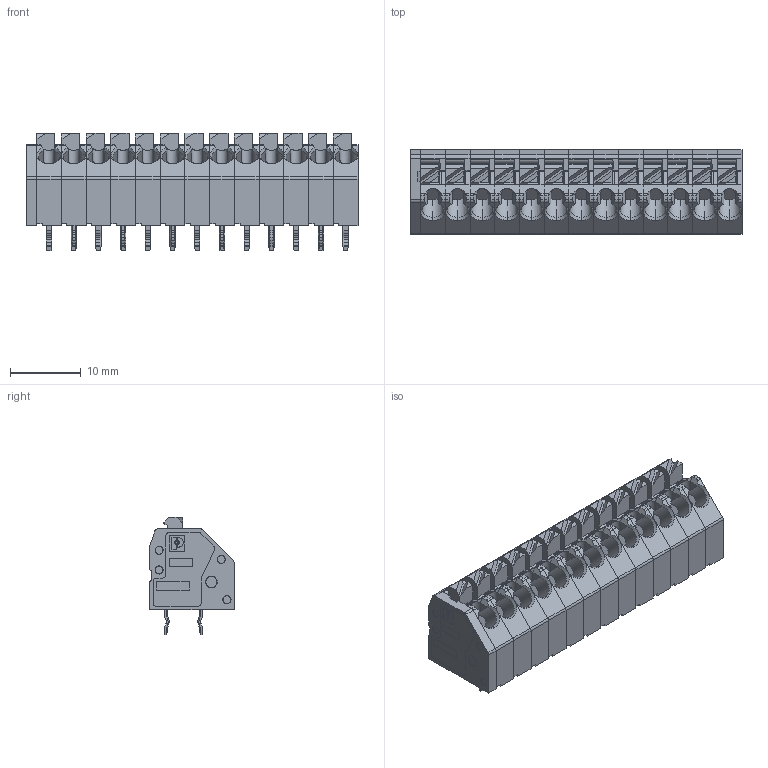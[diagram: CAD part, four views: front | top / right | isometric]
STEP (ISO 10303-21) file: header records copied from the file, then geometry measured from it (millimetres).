
FILE_DESCRIPTION(('STEP AP203'),'1');
FILE_NAME('1985302.stp','2025-05-23T14:57:01',('TraceParts'),('TraceParts S.A.'),'Spatial InterOp 3D',' ',' ');
FILE_SCHEMA(('CONFIG_CONTROL_DESIGN'));
Length unit declared in the file: millimetre
Products named in the file (1): 1
Bounding box: 47 x 12 x 16.6 mm (x, y, z)
Volume: 5159.5 mm3; surface area: 7909.8 mm2
Topology: 27 solids, 27 shells, 2243 faces, 5873 edges, 3847 vertices
Faces by surface type: plane 1289, cylinder 658, cone 296
Entity records: 71957 total; most frequent: CARTESIAN_POINT 14993, DIRECTION 12116, ORIENTED_EDGE 11746, EDGE_CURVE 5873, AXIS2_PLACEMENT_3D 4077, LINE 3962, VECTOR 3962, VERTEX_POINT 3847
